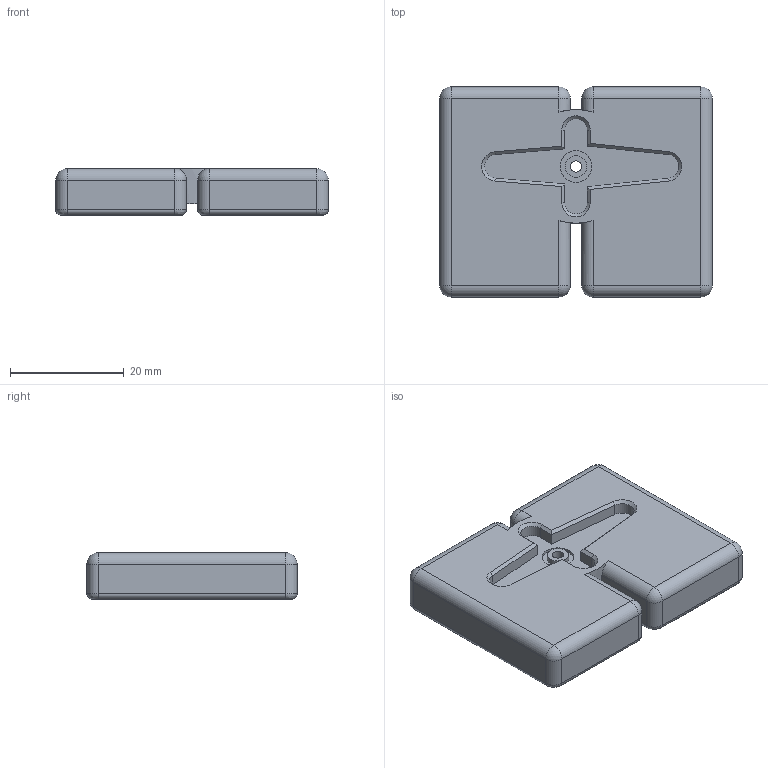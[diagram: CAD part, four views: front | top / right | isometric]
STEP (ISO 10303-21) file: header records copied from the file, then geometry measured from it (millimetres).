
FILE_DESCRIPTION(/* description */ (''),/* implementation_level */ '2;1');
FILE_NAME(/* name */ 'feet_SG90 v5.step',/* time_stamp */ '2022-07-23T21:56:09+09:00',/* author */ (''),/* organization */ (''),/* preprocessor_version */ 'ST-DEVELOPER v19',/* originating_system */ 'Autodesk Translation Framework v11.7.0.108',/* authorisation */ '');
FILE_SCHEMA (('AUTOMOTIVE_DESIGN { 1 0 10303 214 3 1 1 }'));
Length unit declared in the file: millimetre
Products named in the file (1): feet_SG90
Bounding box: 48 x 37 x 8.2 mm (x, y, z)
Volume: 13252.6 mm3; surface area: 5174.4 mm2
Topology: 1 solids, 1 shells, 101 faces, 228 edges, 132 vertices
Faces by surface type: cylinder 42, plane 39, bspline 8, sphere 8, cone 4
Full cylindrical faces by diameter (mm): 2 x1, 3.8 x1, 5.5 x1, 5.6 x1
Entity records: 2895 total; most frequent: CARTESIAN_POINT 598, DIRECTION 496, ORIENTED_EDGE 456, EDGE_CURVE 228, AXIS2_PLACEMENT_3D 182, LINE 132, VECTOR 132, VERTEX_POINT 132
